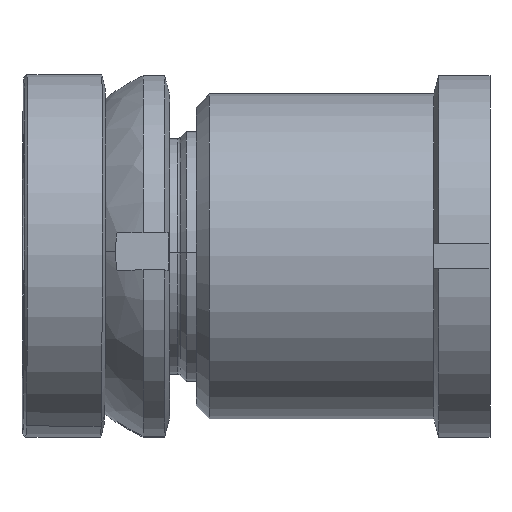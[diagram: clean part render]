
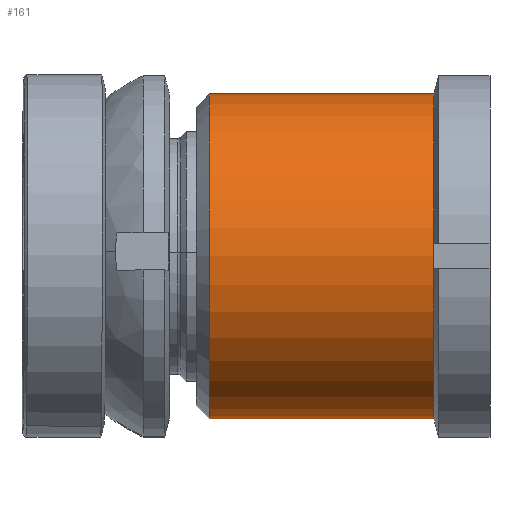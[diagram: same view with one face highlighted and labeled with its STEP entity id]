
A CAD part, left-side view. The second image highlights one B-rep face of the part: STEP entity #161.
In plain terms, the highlighted cylindrical face has radius 26 mm (diameter 52 mm), a partial arc.
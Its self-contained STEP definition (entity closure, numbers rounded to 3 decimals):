
#66 = DIRECTION ( 'NONE',  ( 0., 1., 0. ) ) ;
#124 = AXIS2_PLACEMENT_3D ( 'NONE', #1222, #1278, #738 ) ;
#161 = ADVANCED_FACE ( 'NONE', ( #2884 ), #1470, .T. ) ;
#191 = LINE ( 'NONE', #1826, #1647 ) ;
#203 = AXIS2_PLACEMENT_3D ( 'NONE', #2004, #1769, #2793 ) ;
#262 = CARTESIAN_POINT ( 'NONE',  ( 0., -38., -26. ) ) ;
#289 = CIRCLE ( 'NONE', #124, 26. ) ;
#543 = LINE ( 'NONE', #3067, #3244 ) ;
#653 = AXIS2_PLACEMENT_3D ( 'NONE', #902, #1446, #921 ) ;
#681 = ORIENTED_EDGE ( 'NONE', *, *, #1327, .T. ) ;
#738 = DIRECTION ( 'NONE',  ( 0., 0., -1. ) ) ;
#902 = CARTESIAN_POINT ( 'NONE',  ( 0., -38., 0. ) ) ;
#921 = DIRECTION ( 'NONE',  ( 0., 0., 1. ) ) ;
#974 = CIRCLE ( 'NONE', #653, 26. ) ;
#1110 = EDGE_CURVE ( 'NONE', #1886, #1232, #1737, .T. ) ;
#1129 = EDGE_CURVE ( 'NONE', #3111, #1749, #543, .T. ) ;
#1163 = ORIENTED_EDGE ( 'NONE', *, *, #1129, .F. ) ;
#1222 = CARTESIAN_POINT ( 'NONE',  ( 0., -2.1, 0. ) ) ;
#1232 = VERTEX_POINT ( 'NONE', #3126 ) ;
#1236 = CARTESIAN_POINT ( 'NONE',  ( -26., -38., 0. ) ) ;
#1242 = ORIENTED_EDGE ( 'NONE', *, *, #1110, .T. ) ;
#1278 = DIRECTION ( 'NONE',  ( 0., -1., 0. ) ) ;
#1302 = CARTESIAN_POINT ( 'NONE',  ( 0., -2.1, 26. ) ) ;
#1327 = EDGE_CURVE ( 'NONE', #3111, #1886, #974, .T. ) ;
#1446 = DIRECTION ( 'NONE',  ( 0., 1., 0. ) ) ;
#1470 = CYLINDRICAL_SURFACE ( 'NONE', #203, 26. ) ;
#1647 = VECTOR ( 'NONE', #66, 1000. ) ;
#1723 = EDGE_CURVE ( 'NONE', #1232, #2715, #191, .T. ) ;
#1737 = CIRCLE ( 'NONE', #1994, 26. ) ;
#1749 = VERTEX_POINT ( 'NONE', #3096 ) ;
#1769 = DIRECTION ( 'NONE',  ( 0., 1., 0. ) ) ;
#1826 = CARTESIAN_POINT ( 'NONE',  ( 0., 10.447, 26. ) ) ;
#1886 = VERTEX_POINT ( 'NONE', #1236 ) ;
#1994 = AXIS2_PLACEMENT_3D ( 'NONE', #2039, #2338, #2305 ) ;
#2004 = CARTESIAN_POINT ( 'NONE',  ( 0., 10.447, 0. ) ) ;
#2039 = CARTESIAN_POINT ( 'NONE',  ( 0., -38., 0. ) ) ;
#2184 = ORIENTED_EDGE ( 'NONE', *, *, #2234, .T. ) ;
#2234 = EDGE_CURVE ( 'NONE', #2715, #1749, #289, .T. ) ;
#2305 = DIRECTION ( 'NONE',  ( 0., 0., 1. ) ) ;
#2338 = DIRECTION ( 'NONE',  ( 0., 1., 0. ) ) ;
#2554 = DIRECTION ( 'NONE',  ( 0., 1., 0. ) ) ;
#2670 = EDGE_LOOP ( 'NONE', ( #1163, #681, #1242, #2893, #2184 ) ) ;
#2715 = VERTEX_POINT ( 'NONE', #1302 ) ;
#2793 = DIRECTION ( 'NONE',  ( 0., 0., 1. ) ) ;
#2884 = FACE_OUTER_BOUND ( 'NONE', #2670, .T. ) ;
#2893 = ORIENTED_EDGE ( 'NONE', *, *, #1723, .T. ) ;
#3067 = CARTESIAN_POINT ( 'NONE',  ( 0., 10.447, -26. ) ) ;
#3096 = CARTESIAN_POINT ( 'NONE',  ( 0., -2.1, -26. ) ) ;
#3111 = VERTEX_POINT ( 'NONE', #262 ) ;
#3126 = CARTESIAN_POINT ( 'NONE',  ( 0., -38., 26. ) ) ;
#3244 = VECTOR ( 'NONE', #2554, 1000. ) ;
